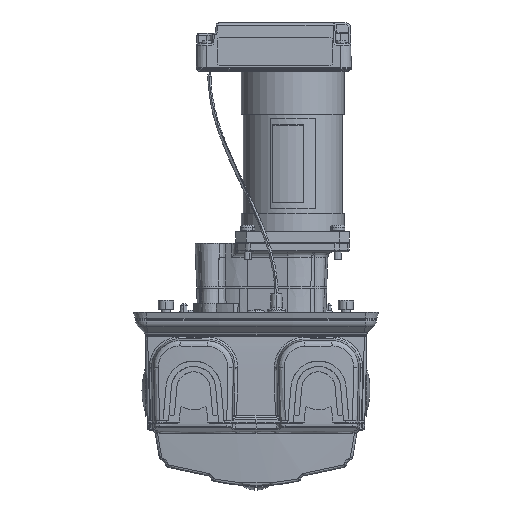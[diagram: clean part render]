
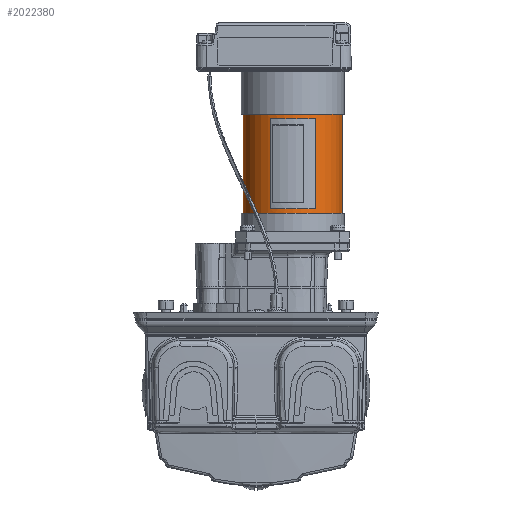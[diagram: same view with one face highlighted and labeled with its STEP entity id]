
A CAD part, left-side view. The second image highlights one B-rep face of the part: STEP entity #2022380.
In plain terms, the highlighted cylindrical face has radius 27.53 mm (diameter 55.06 mm), a partial arc.
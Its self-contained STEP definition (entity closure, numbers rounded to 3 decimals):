
#823950=CARTESIAN_POINT('',(207.012,58.781,-75.));
#823960=DIRECTION('',(0.,0.,-1.));
#823970=VECTOR('',#823960,1.);
#823980=LINE('',#823950,#823970);
#823990=CARTESIAN_POINT('',(207.012,58.781,-71.));
#824000=VERTEX_POINT('',#823990);
#824010=CARTESIAN_POINT('',(207.012,58.781,-126.));
#824020=VERTEX_POINT('',#824010);
#824030=EDGE_CURVE('',#824000,#824020,#823980,.T.);
#824050=CARTESIAN_POINT('',(179.9,54.,-126.));
#824060=DIRECTION('',(0.,0.,-1.));
#824070=DIRECTION('',(-0.985,-0.174,0.));
#824080=AXIS2_PLACEMENT_3D('',#824050,#824060,#824070);
#824090=CIRCLE('',#824080,27.53);
#824100=CARTESIAN_POINT('',(152.788,49.219,-126.));
#824110=VERTEX_POINT('',#824100);
#824140=CARTESIAN_POINT('',(152.788,49.219,-75.));
#824150=DIRECTION('',(0.,0.,-1.));
#824160=VECTOR('',#824150,1.);
#824170=LINE('',#824140,#824160);
#824180=CARTESIAN_POINT('',(152.788,49.219,-71.));
#824190=VERTEX_POINT('',#824180);
#824200=EDGE_CURVE('',#824190,#824110,#824170,.T.);
#824220=CARTESIAN_POINT('',(179.9,54.,-71.));
#824230=DIRECTION('',(0.,0.,-1.));
#824240=DIRECTION('',(-0.985,-0.174,0.));
#824250=AXIS2_PLACEMENT_3D('',#824220,#824230,#824240);
#824260=CIRCLE('',#824250,27.53);
#826440=EDGE_CURVE('',#824190,#824000,#824260,.T.);
#826970=CARTESIAN_POINT('',(163.331,75.985,-123.5));
#826980=VERTEX_POINT('',#826970);
#827130=CARTESIAN_POINT('',(163.331,75.985,-73.5));
#827140=VERTEX_POINT('',#827130);
#827170=CARTESIAN_POINT('',(163.331,75.985,-75.));
#827180=DIRECTION('',(0.,0.,-1.));
#827190=VECTOR('',#827180,1.);
#827200=LINE('',#827170,#827190);
#827210=EDGE_CURVE('',#827140,#826980,#827200,.T.);
#827370=CARTESIAN_POINT('',(187.951,80.327,-73.5));
#827380=VERTEX_POINT('',#827370);
#827530=CARTESIAN_POINT('',(187.951,80.327,-123.5));
#827540=VERTEX_POINT('',#827530);
#827570=CARTESIAN_POINT('',(187.951,80.327,-75.));
#827580=DIRECTION('',(0.,0.,-1.));
#827590=VECTOR('',#827580,1.);
#827600=LINE('',#827570,#827590);
#827610=EDGE_CURVE('',#827380,#827540,#827600,.T.);
#829470=CARTESIAN_POINT('',(179.9,54.,-73.5));
#829480=DIRECTION('',(0.,0.,-1.));
#829490=DIRECTION('',(-0.985,-0.174,0.));
#829500=AXIS2_PLACEMENT_3D('',#829470,#829480,#829490);
#829510=CIRCLE('',#829500,27.53);
#829520=EDGE_CURVE('',#827140,#827380,#829510,.T.);
#829970=CARTESIAN_POINT('',(179.9,54.,-123.5));
#829980=DIRECTION('',(0.,0.,-1.));
#829990=DIRECTION('',(-0.985,-0.174,0.));
#830000=AXIS2_PLACEMENT_3D('',#829970,#829980,#829990);
#830010=CIRCLE('',#830000,27.53);
#830020=EDGE_CURVE('',#826980,#827540,#830010,.T.);
#830660=EDGE_CURVE('',#824110,#824020,#824090,.T.);
#2022210=CARTESIAN_POINT('',(179.9,54.,-75.));
#2022220=DIRECTION('',(0.,0.,-1.));
#2022230=DIRECTION('',(-0.985,-0.174,0.));
#2022240=AXIS2_PLACEMENT_3D('',#2022210,#2022220,#2022230);
#2022250=CYLINDRICAL_SURFACE('',#2022240,27.53);
#2022260=ORIENTED_EDGE('',*,*,#830660,.F.);
#2022270=ORIENTED_EDGE('',*,*,#824030,.T.);
#2022280=ORIENTED_EDGE('',*,*,#826440,.T.);
#2022290=ORIENTED_EDGE('',*,*,#824200,.F.);
#2022300=EDGE_LOOP('',(#2022290,#2022280,#2022270,#2022260));
#2022310=FACE_OUTER_BOUND('',#2022300,.T.);
#2022320=ORIENTED_EDGE('',*,*,#830020,.T.);
#2022330=ORIENTED_EDGE('',*,*,#827210,.T.);
#2022340=ORIENTED_EDGE('',*,*,#829520,.F.);
#2022350=ORIENTED_EDGE('',*,*,#827610,.F.);
#2022360=EDGE_LOOP('',(#2022350,#2022340,#2022330,#2022320));
#2022370=FACE_BOUND('',#2022360,.T.);
#2022380=ADVANCED_FACE('',(#2022310,#2022370),#2022250,.T.);
